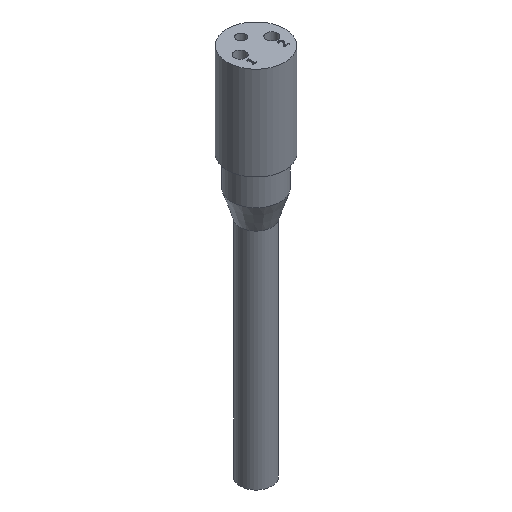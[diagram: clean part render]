
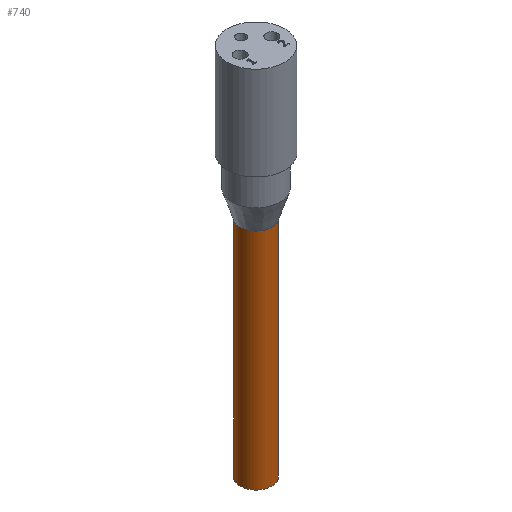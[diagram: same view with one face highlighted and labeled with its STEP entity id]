
A CAD part, isometric view. The second image highlights one B-rep face of the part: STEP entity #740.
In plain terms, the highlighted cylindrical face has radius 4.25 mm (diameter 8.5 mm), a full revolution.
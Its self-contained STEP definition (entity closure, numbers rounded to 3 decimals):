
#13=FACE_BOUND($,#154,.T.);
#28=CIRCLE($,#775,4.25);
#29=CIRCLE($,#776,4.25);
#40=CYLINDRICAL_SURFACE($,#774,4.25);
#112=FACE_OUTER_BOUND($,#153,.T.);
#153=EDGE_LOOP($,(#603));
#154=EDGE_LOOP($,(#604));
#355=VERTEX_POINT($,#1275);
#356=VERTEX_POINT($,#1277);
#451=EDGE_CURVE($,#355,#355,#28,.T.);
#452=EDGE_CURVE($,#356,#356,#29,.T.);
#603=ORIENTED_EDGE($,*,*,#451,.T.);
#604=ORIENTED_EDGE($,*,*,#452,.F.);
#740=ADVANCED_FACE($,(#112,#13),#40,.T.);
#774=AXIS2_PLACEMENT_3D($,#1274,#897,#898);
#775=AXIS2_PLACEMENT_3D($,#1276,#899,#900);
#776=AXIS2_PLACEMENT_3D($,#1278,#901,#902);
#897=DIRECTION('center_axis',(0.,0.,-1.));
#898=DIRECTION('ref_axis',(1.,0.,0.));
#899=DIRECTION('center_axis',(0.,0.,1.));
#900=DIRECTION('ref_axis',(1.,0.,0.));
#901=DIRECTION('center_axis',(0.,0.,1.));
#902=DIRECTION('ref_axis',(1.,0.,0.));
#1274=CARTESIAN_POINT('Origin',(0.,0.,-15.));
#1275=CARTESIAN_POINT('',(-4.25,0.,-75.));
#1276=CARTESIAN_POINT('Origin',(0.,0.,-75.));
#1277=CARTESIAN_POINT('',(4.25,0.,-15.));
#1278=CARTESIAN_POINT('Origin',(0.,0.,-15.));
